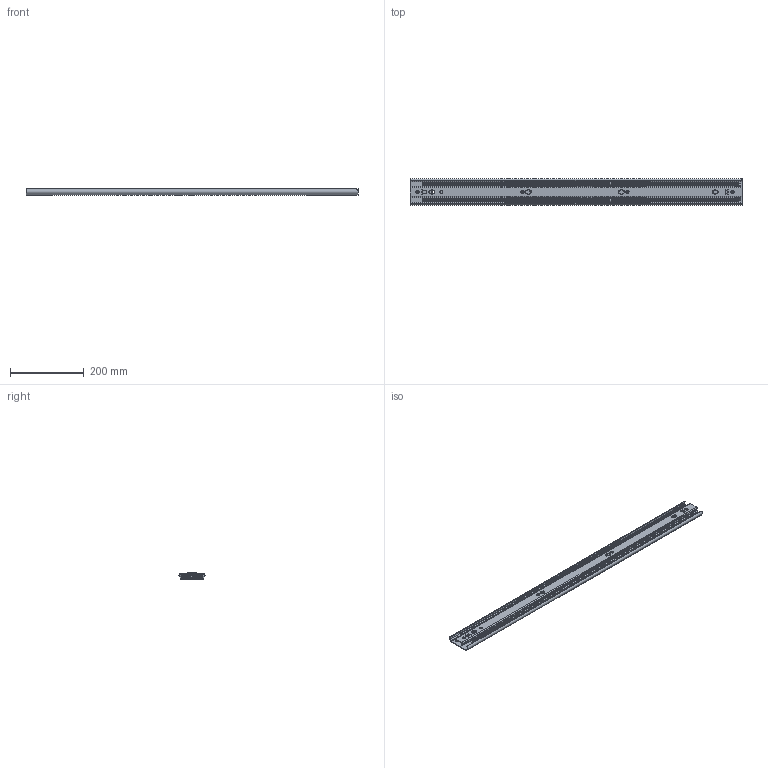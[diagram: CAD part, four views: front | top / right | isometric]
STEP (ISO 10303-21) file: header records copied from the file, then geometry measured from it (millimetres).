
FILE_DESCRIPTION(/* description */ ('TITAN-D- 900/950mm (18.5) Zinc-Magnesium'),/* implementation_level */ '2;1');
FILE_NAME(/* name */ 'M01-AA9_00_closed.stp',/* time_stamp */ '2025-09-08T15:10:27+02:00',/* author */ ('l.hoffmann'),/* organization */ (''),/* preprocessor_version */ 'ST-DEVELOPER v20',/* originating_system */ 'Autodesk Inventor 2022',/* authorisation */ '');
FILE_SCHEMA (('AUTOMOTIVE_DESIGN { 1 0 10303 214 3 1 1 }'));
Products named in the file (14): M01-F67; 511-M01-F67-TM1; 511-M01-F67-TM1_1; E000176861; E000176858; E000176857; 512-M01-F67-TM2; 512-M01-F67-TM2_1; E000176870; E000176848; E000176868; E000176867; 514-M01-F67-TM3; 514-M01-F67-TM3_1
Assembly tree (46 placements, depth 3):
  M01-F67
    511-M01-F67-TM1
      511-M01-F67-TM1_1
    E000176861
      E000176848
      E000176858
      E000176857  x18
    512-M01-F67-TM2
      512-M01-F67-TM2_1
    E000176870
      E000176848
      E000176868
      E000176867  x16
    514-M01-F67-TM3
      514-M01-F67-TM3_1
Bounding box: 900 x 70.9 x 18.4 mm (x, y, z)
Volume: 441219.7 mm3; surface area: 532874.5 mm2
Topology: 73 solids, 73 shells, 2103 faces, 6310 edges, 4198 vertices
Faces by surface type: plane 1011, cylinder 964, sphere 68, cone 60
Full cylindrical faces by diameter (mm): 7.9 x46, 8 x4, 9 x44, 13 x2
Entity records: 72708 total; most frequent: CARTESIAN_POINT 14813, ORIENTED_EDGE 12220, DIRECTION 11980, EDGE_CURVE 6110, VERTEX_POINT 4070, AXIS2_PLACEMENT_3D 4042, LINE 3896, VECTOR 3896
